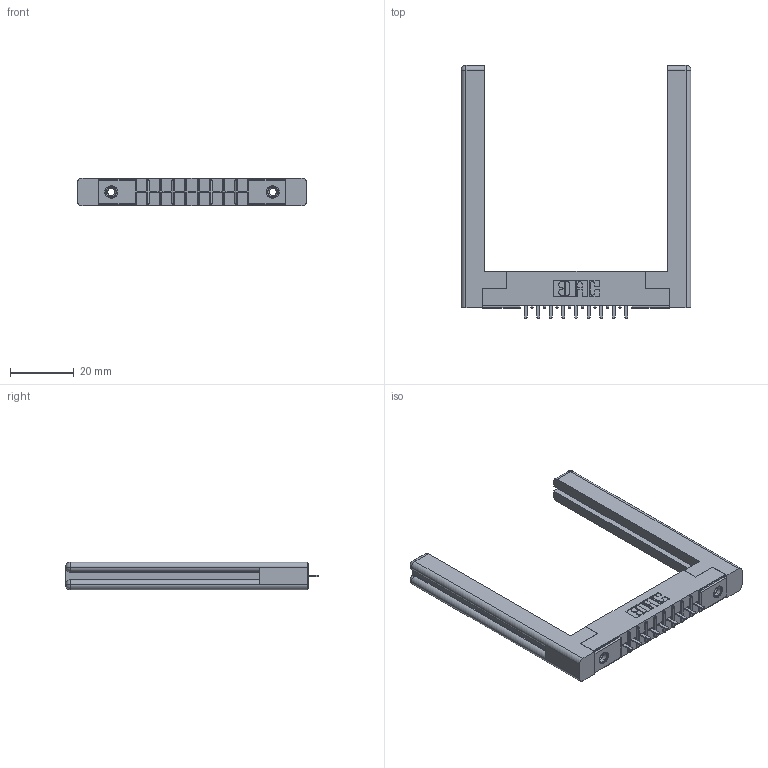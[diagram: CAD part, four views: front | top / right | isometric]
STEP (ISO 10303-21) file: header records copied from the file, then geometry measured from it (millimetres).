
FILE_DESCRIPTION (( 'STEP AP203' ), '1' );
FILE_NAME ('306-009-521-158.STEP', '2019-09-11T19:13:25', ( '' ), ( '' ), 'SwSTEP 2.0', 'SolidWorks 2016', '' );
FILE_SCHEMA (( 'CONFIG_CONTROL_DESIGN' ));
Length unit declared in the file: inch
Products named in the file (5): 307-220-058; 306 Part_.156 Dia; 306-009-521-158; 306-290-001_121; 345-250-001_345-250-001-102
Assembly tree (14 placements, depth 2):
  306-009-521-158
    306 Part_.156 Dia
    306-290-001_121  x9
    345-250-001_345-250-001-102  x2
    307-220-058  x2
Bounding box: 72.29 x 79.53 x 8.71 mm (x, y, z)
Volume: 12517.1 mm3; surface area: 12029.7 mm2
Topology: 14 solids, 14 shells, 888 faces, 2443 edges, 1566 vertices
Faces by surface type: plane 575, cylinder 253, sphere 36, cone 12, torus 12
Entity records: 15257 total; most frequent: CARTESIAN_POINT 2565, DIRECTION 2488, ORIENTED_EDGE 2480, EDGE_CURVE 1240, LINE 946, VECTOR 946, VERTEX_POINT 794, AXIS2_PLACEMENT_3D 771
